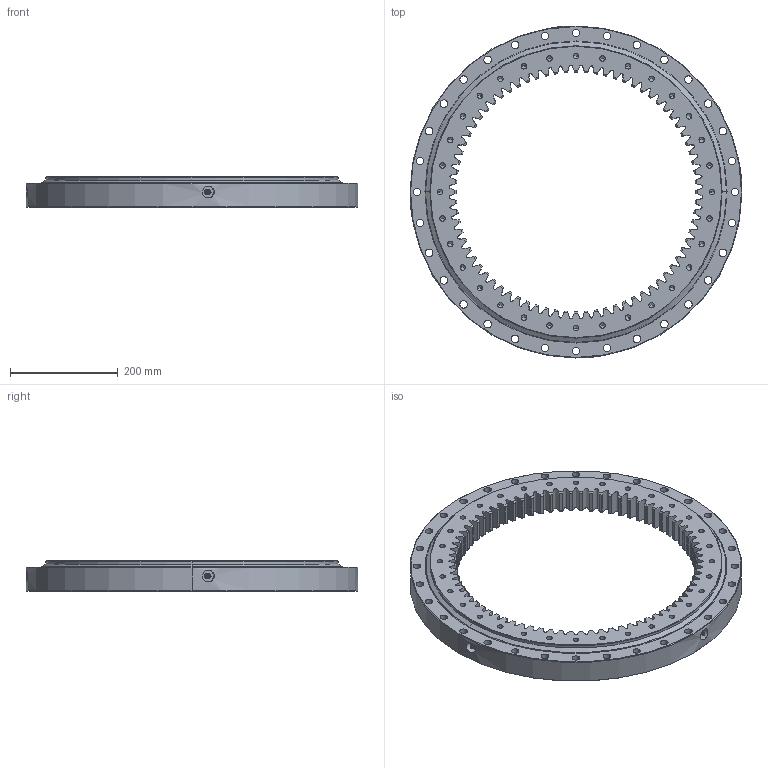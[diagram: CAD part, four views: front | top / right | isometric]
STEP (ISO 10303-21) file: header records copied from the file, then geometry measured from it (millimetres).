
FILE_DESCRIPTION (( 'STEP AP214' ), '1' );
FILE_NAME ('I.616.20.00.B.STEP', '2015-12-03T10:36:14', ( '' ), ( '' ), 'SwSTEP 2.0', 'SolidWorks 2015', '' );
FILE_SCHEMA (( 'AUTOMOTIVE_DESIGN' ));
Length unit declared in the file: millimetre
Products named in the file (7): Grease nipple M10x1mm; I.616.20.00.B - OR Seal; I.616.20.00.B - IR Seal; Ball D20; I.616.20.00.B - OR; I.616.20.00.B - IR; I.616.20.00.B
Assembly tree (81 placements, depth 2):
  I.616.20.00.B
    I.616.20.00.B - IR
    I.616.20.00.B - OR
    Ball D20  x73
    I.616.20.00.B - IR Seal
    I.616.20.00.B - OR Seal
    Grease nipple M10x1mm  x4
Bounding box: 616 x 616 x 56 mm (x, y, z)
Volume: 5409555.4 mm3; surface area: 1006708.3 mm2
Topology: 81 solids, 81 shells, 1206 faces, 3408 edges, 2200 vertices
Faces by surface type: cone 310, cylinder 267, bspline 228, plane 210, sphere 146, torus 45
Entity records: 36305 total; most frequent: CARTESIAN_POINT 11944, ORIENTED_EDGE 5238, DIRECTION 4189, EDGE_CURVE 2619, VERTEX_POINT 1711, AXIS2_PLACEMENT_3D 1570, EDGE_LOOP 1082, VECTOR 1049
